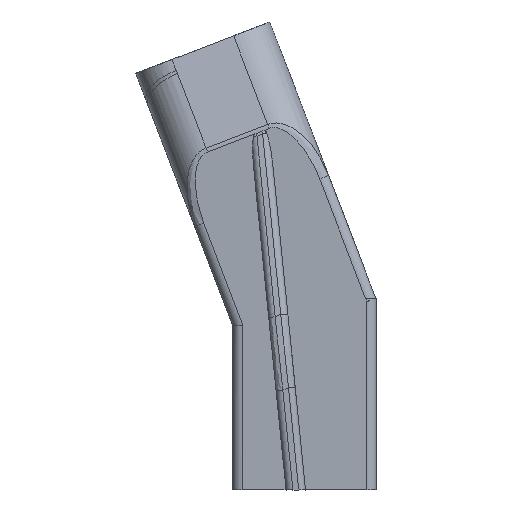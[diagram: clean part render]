
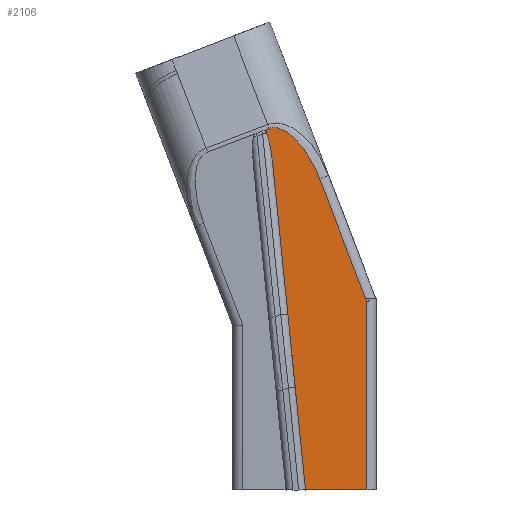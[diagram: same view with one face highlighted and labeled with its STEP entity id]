
A CAD part, left-side view. The second image highlights one B-rep face of the part: STEP entity #2106.
In plain terms, the highlighted planar face has unit normal (-1, 0, 0).
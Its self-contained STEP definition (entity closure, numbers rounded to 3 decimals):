
#29=PLANE('',#2262);
#70=ELLIPSE('',#2206,4.139,0.7);
#87=ELLIPSE('',#2263,6.708,3.);
#122=B_SPLINE_CURVE_WITH_KNOTS('',3,(#3118,#3119,#3120,#3121,#3122,#3123,
#3124,#3125,#3126,#3127,#3128,#3129,#3130,#3131,#3132,#3133,#3134,#3135,
#3136,#3137),.UNSPECIFIED.,.F.,.F.,(4,2,2,2,2,2,2,2,2,4),(0.,
0.,0.,0.,0.,0.001,
0.009,0.022,0.034,0.046),
 .UNSPECIFIED.);
#196=FACE_OUTER_BOUND('',#319,.T.);
#319=EDGE_LOOP('',(#1527,#1528,#1529,#1530,#1531,#1532,#1533,#1534,#1535,
#1536,#1537,#1538));
#438=LINE('',#3310,#613);
#441=LINE('',#3340,#616);
#469=LINE('',#3464,#644);
#470=LINE('',#3466,#645);
#471=LINE('',#3468,#646);
#472=LINE('',#3470,#647);
#473=LINE('',#3472,#648);
#474=LINE('',#3474,#649);
#475=LINE('',#3477,#650);
#613=VECTOR('',#2518,10.);
#616=VECTOR('',#2531,10.);
#644=VECTOR('',#2611,10.);
#645=VECTOR('',#2612,10.);
#646=VECTOR('',#2613,10.);
#647=VECTOR('',#2614,10.);
#648=VECTOR('',#2615,10.);
#649=VECTOR('',#2616,10.);
#650=VECTOR('',#2619,10.);
#842=VERTEX_POINT('',#3116);
#843=VERTEX_POINT('',#3117);
#848=VERTEX_POINT('',#3203);
#875=VERTEX_POINT('',#3307);
#876=VERTEX_POINT('',#3309);
#908=VERTEX_POINT('',#3463);
#909=VERTEX_POINT('',#3465);
#910=VERTEX_POINT('',#3467);
#911=VERTEX_POINT('',#3469);
#912=VERTEX_POINT('',#3471);
#913=VERTEX_POINT('',#3473);
#914=VERTEX_POINT('',#3475);
#1049=EDGE_CURVE('',#842,#843,#122,.T.);
#1058=EDGE_CURVE('',#848,#843,#70,.F.);
#1095=EDGE_CURVE('',#875,#876,#438,.T.);
#1101=EDGE_CURVE('',#848,#876,#441,.T.);
#1144=EDGE_CURVE('',#908,#875,#469,.T.);
#1145=EDGE_CURVE('',#909,#908,#470,.T.);
#1146=EDGE_CURVE('',#910,#909,#471,.T.);
#1147=EDGE_CURVE('',#910,#911,#472,.T.);
#1148=EDGE_CURVE('',#912,#911,#473,.T.);
#1149=EDGE_CURVE('',#913,#912,#474,.T.);
#1150=EDGE_CURVE('',#914,#913,#87,.T.);
#1151=EDGE_CURVE('',#842,#914,#475,.T.);
#1527=ORIENTED_EDGE('',*,*,#1101,.T.);
#1528=ORIENTED_EDGE('',*,*,#1095,.F.);
#1529=ORIENTED_EDGE('',*,*,#1144,.F.);
#1530=ORIENTED_EDGE('',*,*,#1145,.F.);
#1531=ORIENTED_EDGE('',*,*,#1146,.F.);
#1532=ORIENTED_EDGE('',*,*,#1147,.T.);
#1533=ORIENTED_EDGE('',*,*,#1148,.F.);
#1534=ORIENTED_EDGE('',*,*,#1149,.F.);
#1535=ORIENTED_EDGE('',*,*,#1150,.F.);
#1536=ORIENTED_EDGE('',*,*,#1151,.F.);
#1537=ORIENTED_EDGE('',*,*,#1049,.T.);
#1538=ORIENTED_EDGE('',*,*,#1058,.F.);
#2106=ADVANCED_FACE('',(#196),#29,.F.);
#2206=AXIS2_PLACEMENT_3D('',#3205,#2447,#2448);
#2262=AXIS2_PLACEMENT_3D('',#3462,#2609,#2610);
#2263=AXIS2_PLACEMENT_3D('',#3476,#2617,#2618);
#2447=DIRECTION('center_axis',(1.,0.,0.));
#2448=DIRECTION('ref_axis',(0.,0.1,0.995));
#2518=DIRECTION('',(0.,1.,0.));
#2531=DIRECTION('',(0.,-0.1,-0.995));
#2609=DIRECTION('center_axis',(1.,0.,0.));
#2610=DIRECTION('ref_axis',(0.,-0.358,-0.934));
#2611=DIRECTION('',(0.,0.,-1.));
#2612=DIRECTION('',(0.,0.934,-0.358));
#2613=DIRECTION('',(0.,-0.358,-0.934));
#2614=DIRECTION('',(0.,0.,1.));
#2615=DIRECTION('',(0.,-1.,0.));
#2616=DIRECTION('',(0.,-0.358,-0.934));
#2617=DIRECTION('center_axis',(1.,0.,0.));
#2618=DIRECTION('ref_axis',(0.,0.358,0.934));
#2619=DIRECTION('',(0.,-0.934,0.358));
#3116=CARTESIAN_POINT('',(-63.467,58.4,85.603));
#3117=CARTESIAN_POINT('',(-63.467,58.144,85.389));
#3118=CARTESIAN_POINT('Ctrl Pts',(-63.467,58.4,85.603));
#3119=CARTESIAN_POINT('Ctrl Pts',(-63.467,58.4,85.603));
#3120=CARTESIAN_POINT('Ctrl Pts',(-63.467,58.4,85.603));
#3121=CARTESIAN_POINT('Ctrl Pts',(-63.467,58.4,85.603));
#3122=CARTESIAN_POINT('Ctrl Pts',(-63.467,58.401,85.603));
#3123=CARTESIAN_POINT('Ctrl Pts',(-63.467,58.401,85.603));
#3124=CARTESIAN_POINT('Ctrl Pts',(-63.467,58.403,85.602));
#3125=CARTESIAN_POINT('Ctrl Pts',(-63.467,58.403,85.602));
#3126=CARTESIAN_POINT('Ctrl Pts',(-63.467,58.403,85.602));
#3127=CARTESIAN_POINT('Ctrl Pts',(-63.467,58.402,85.602));
#3128=CARTESIAN_POINT('Ctrl Pts',(-63.467,58.401,85.602));
#3129=CARTESIAN_POINT('Ctrl Pts',(-63.467,58.394,85.603));
#3130=CARTESIAN_POINT('Ctrl Pts',(-63.467,58.383,85.602));
#3131=CARTESIAN_POINT('Ctrl Pts',(-63.467,58.343,85.594));
#3132=CARTESIAN_POINT('Ctrl Pts',(-63.467,58.31,85.582));
#3133=CARTESIAN_POINT('Ctrl Pts',(-63.467,58.245,85.54));
#3134=CARTESIAN_POINT('Ctrl Pts',(-63.467,58.219,85.515));
#3135=CARTESIAN_POINT('Ctrl Pts',(-63.467,58.174,85.457));
#3136=CARTESIAN_POINT('Ctrl Pts',(-63.467,58.156,85.424));
#3137=CARTESIAN_POINT('Ctrl Pts',(-63.467,58.144,85.389));
#3203=CARTESIAN_POINT('',(-63.467,57.491,81.997));
#3205=CARTESIAN_POINT('Origin',(-63.467,58.187,81.927));
#3307=CARTESIAN_POINT('',(-63.464,47.823,48.503));
#3309=CARTESIAN_POINT('',(-63.466,54.126,48.503));
#3310=CARTESIAN_POINT('',(-63.467,58.073,48.503));
#3340=CARTESIAN_POINT('',(-63.466,55.143,58.628));
#3462=CARTESIAN_POINT('Origin',(-63.468,62.855,68.081));
#3463=CARTESIAN_POINT('',(-63.464,47.823,67.931));
#3464=CARTESIAN_POINT('',(-63.464,47.823,68.503));
#3465=CARTESIAN_POINT('',(-63.464,47.805,67.938));
#3466=CARTESIAN_POINT('',(-63.466,57.331,64.284));
#3467=CARTESIAN_POINT('',(-63.464,47.823,67.986));
#3468=CARTESIAN_POINT('',(-63.464,48.709,70.295));
#3469=CARTESIAN_POINT('',(-63.464,47.823,68.285));
#3470=CARTESIAN_POINT('',(-63.464,47.823,67.685));
#3471=CARTESIAN_POINT('',(-63.464,47.938,68.285));
#3472=CARTESIAN_POINT('',(-63.467,58.026,68.285));
#3473=CARTESIAN_POINT('',(-63.465,52.669,80.617));
#3474=CARTESIAN_POINT('',(-63.464,48.709,70.295));
#3475=CARTESIAN_POINT('',(-63.467,57.873,85.805));
#3476=CARTESIAN_POINT('Origin',(-63.466,55.47,79.542));
#3477=CARTESIAN_POINT('',(-63.469,66.393,82.536));
